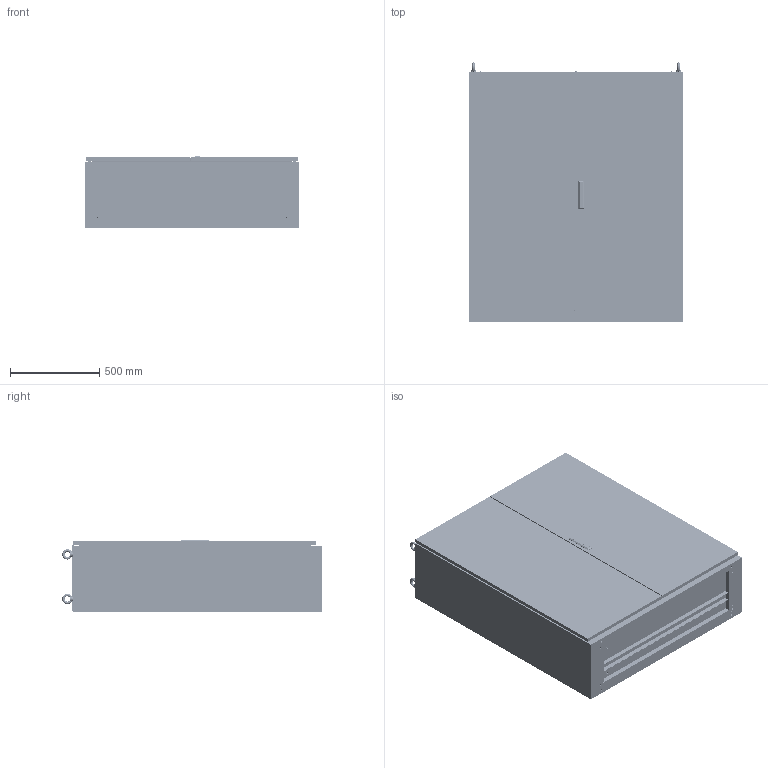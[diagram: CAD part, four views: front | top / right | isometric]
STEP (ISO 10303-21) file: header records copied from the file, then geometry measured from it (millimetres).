
FILE_DESCRIPTION (( 'STEP AP214' ), '1' );
FILE_NAME ('0390-1214-40-17.step', '2022-07-28T11:06:16', ( '' ), ( '' ), 'SwSTEP 2.0', 'SolidWorks 2019', '' );
FILE_SCHEMA (( 'AUTOMOTIVE_DESIGN' ));
Length unit declared in the file: millimetre
Products named in the file (16): 0390-1214-40-17; Montageplatte_s_1214; TuerLP_s_0395-1214-01-97; MPGleitschuh_s; Tuer2_s_0395-1214-05-97; MontageplatteZubehoer_s; arretierwinkel_re_s; rasthalterung_li_s; MontageplatteKPL_s_0348-1214-00-13; Korpus_ss_1214-40; rasthalterung_re_s; Dachplatte_ss_0390-1200-40-07; TuerGG_s_0395-1214-02-97; 3080-9036-03-48 Schutzleiterschraube; Bodenplattensatz_s_0396-1200-40-03; arretierwinkel_li_s
Assembly tree (16 placements, depth 4):
  0390-1214-40-17
    Korpus_ss_1214-40
    Tuer2_s_0395-1214-05-97
      TuerGG_s_0395-1214-02-97
      TuerLP_s_0395-1214-01-97
    Dachplatte_ss_0390-1200-40-07
    Bodenplattensatz_s_0396-1200-40-03
    MontageplatteKPL_s_0348-1214-00-13
      Montageplatte_s_1214
      MontageplatteZubehoer_s
        arretierwinkel_li_s
        arretierwinkel_re_s
        rasthalterung_li_s
        rasthalterung_re_s
        3080-9036-03-48 Schutzleiterschraube
        MPGleitschuh_s  x2
Bounding box: 1200 x 1457.99 x 407.5 mm (x, y, z)
Volume: 17794687.9 mm3; surface area: 17302136.6 mm2
Topology: 68 solids, 68 shells, 5402 faces, 14199 edges, 9379 vertices
Faces by surface type: plane 2971, cylinder 2184, cone 209, torus 24, bspline 14
Entity records: 202582 total; most frequent: CARTESIAN_POINT 31421, DIRECTION 29194, ORIENTED_EDGE 28290, EDGE_CURVE 14145, AXIS2_PLACEMENT_3D 10054, VERTEX_POINT 9345, VECTOR 9086, LINE 9086
